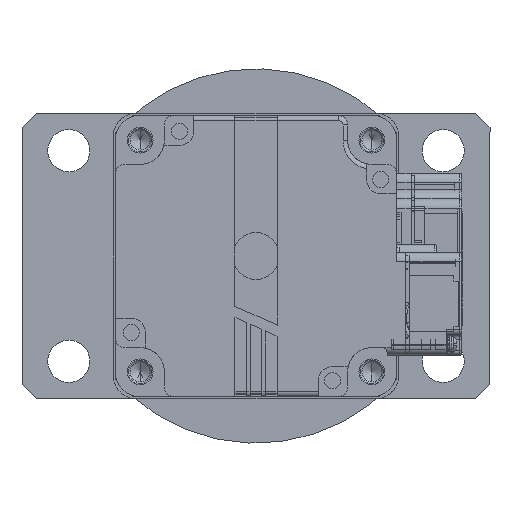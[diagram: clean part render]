
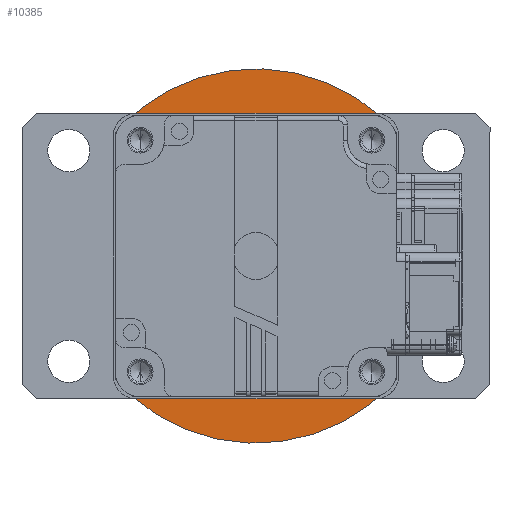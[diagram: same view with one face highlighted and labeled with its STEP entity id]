
A CAD part, front view. The second image highlights one B-rep face of the part: STEP entity #10385.
In plain terms, the highlighted face is planar.
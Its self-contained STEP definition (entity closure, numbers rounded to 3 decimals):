
#2255 = VERTEX_POINT ( 'NONE', #76939 ) ;
#4061 = CARTESIAN_POINT ( 'NONE',  ( 0., 0., 0. ) ) ;
#5114 = EDGE_CURVE ( 'NONE', #16486, #52202, #29523, .T. ) ;
#5363 = DIRECTION ( 'NONE',  ( 1., 0., 0. ) ) ;
#5835 = AXIS2_PLACEMENT_3D ( 'NONE', #4061, #11992, #89826 ) ;
#10385 = ADVANCED_FACE ( 'NONE', ( #55992, #19882 ), #77080, .F. ) ;
#11992 = DIRECTION ( 'NONE',  ( 0., 0., 1. ) ) ;
#12679 = DIRECTION ( 'NONE',  ( 1., 0., 0. ) ) ;
#12940 = ORIENTED_EDGE ( 'NONE', *, *, #5114, .F. ) ;
#16486 = VERTEX_POINT ( 'NONE', #77168 ) ;
#18263 = AXIS2_PLACEMENT_3D ( 'NONE', #78452, #85470, #5363 ) ;
#18315 = DIRECTION ( 'NONE',  ( 0., 0., -1. ) ) ;
#19882 = FACE_BOUND ( 'NONE', #69784, .T. ) ;
#22456 = ORIENTED_EDGE ( 'NONE', *, *, #77756, .F. ) ;
#23275 = DIRECTION ( 'NONE',  ( 1., 0., 0. ) ) ;
#23491 = CARTESIAN_POINT ( 'NONE',  ( 40., 0., 0. ) ) ;
#26765 = CARTESIAN_POINT ( 'NONE',  ( 0., 0., 0. ) ) ;
#29523 = CIRCLE ( 'NONE', #81899, 27. ) ;
#34079 = CARTESIAN_POINT ( 'NONE',  ( 0., 0., 0. ) ) ;
#36270 = EDGE_CURVE ( 'NONE', #2255, #42847, #73553, .T. ) ;
#37662 = AXIS2_PLACEMENT_3D ( 'NONE', #26765, #18315, #12679 ) ;
#42847 = VERTEX_POINT ( 'NONE', #23491 ) ;
#44378 = DIRECTION ( 'NONE',  ( 0., 0., -1. ) ) ;
#46319 = EDGE_CURVE ( 'NONE', #52202, #16486, #58587, .T. ) ;
#52202 = VERTEX_POINT ( 'NONE', #85186 ) ;
#55992 = FACE_OUTER_BOUND ( 'NONE', #58386, .T. ) ;
#58386 = EDGE_LOOP ( 'NONE', ( #65424, #22456 ) ) ;
#58587 = CIRCLE ( 'NONE', #37662, 27. ) ;
#62670 = DIRECTION ( 'NONE',  ( 0., 0., 1. ) ) ;
#65424 = ORIENTED_EDGE ( 'NONE', *, *, #36270, .F. ) ;
#65948 = CARTESIAN_POINT ( 'NONE',  ( 0., 0., 0. ) ) ;
#69784 = EDGE_LOOP ( 'NONE', ( #12940, #88029 ) ) ;
#73553 = CIRCLE ( 'NONE', #80980, 40. ) ;
#76939 = CARTESIAN_POINT ( 'NONE',  ( -40., 0., 0. ) ) ;
#77080 = PLANE ( 'NONE',  #18263 ) ;
#77168 = CARTESIAN_POINT ( 'NONE',  ( 27., 0., 0. ) ) ;
#77756 = EDGE_CURVE ( 'NONE', #42847, #2255, #91142, .T. ) ;
#78452 = CARTESIAN_POINT ( 'NONE',  ( 0., 0., 0. ) ) ;
#80980 = AXIS2_PLACEMENT_3D ( 'NONE', #34079, #62670, #92179 ) ;
#81899 = AXIS2_PLACEMENT_3D ( 'NONE', #65948, #44378, #23275 ) ;
#85186 = CARTESIAN_POINT ( 'NONE',  ( -27., 0., 0. ) ) ;
#85470 = DIRECTION ( 'NONE',  ( 0., 0., 1. ) ) ;
#88029 = ORIENTED_EDGE ( 'NONE', *, *, #46319, .F. ) ;
#89826 = DIRECTION ( 'NONE',  ( 1., 0., 0. ) ) ;
#91142 = CIRCLE ( 'NONE', #5835, 40. ) ;
#92179 = DIRECTION ( 'NONE',  ( 1., 0., 0. ) ) ;
